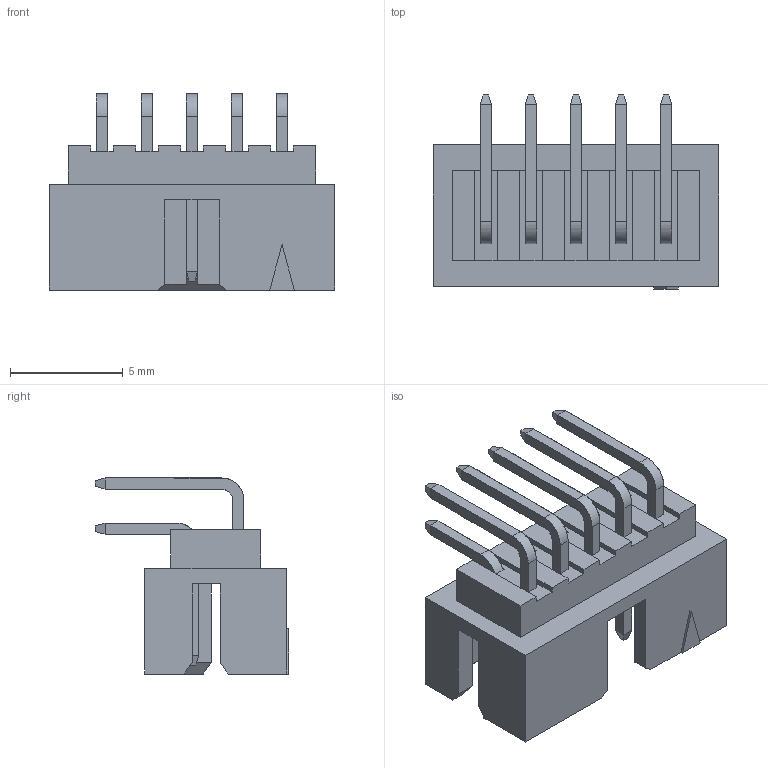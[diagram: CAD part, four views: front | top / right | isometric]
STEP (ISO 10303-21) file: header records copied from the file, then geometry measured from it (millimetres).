
FILE_DESCRIPTION((' '),'2;1');
FILE_NAME( 'g823102xydeu.stp', '2023-05-29T16:44:26', (' '), ('--- Datakit www.datakit.com---'), ' Datakit CrossCadWare V2020.1 Dec 13 2019', 'DATAKIT 2023 (c)', ' ');
FILE_SCHEMA(('AP242_MANAGED_MODEL_BASED_3D_ENGINEERING_MIM_LF { 1 0 10303 442 1 1 4 }'));
Length unit declared in the file: millimetre
Products named in the file (1): g823102xydeu
Bounding box: 12.65 x 8.6 x 8.7 mm (x, y, z)
Surface area: 707.4 mm2 (no closed solid volume)
Topology: 0 solids, 364 shells, 364 faces, 1727 edges, 1727 vertices
Faces by surface type: bspline 364
Entity records: 16977 total; most frequent: CARTESIAN_POINT 7504, VERTEX_POINT 1727, EDGE_CURVE 1727, ORIENTED_EDGE 1727, B_SPLINE_CURVE_WITH_KNOTS 1677, EDGE_LOOP 385, FACE_OUTER_BOUND 364, ADVANCED_FACE 364
